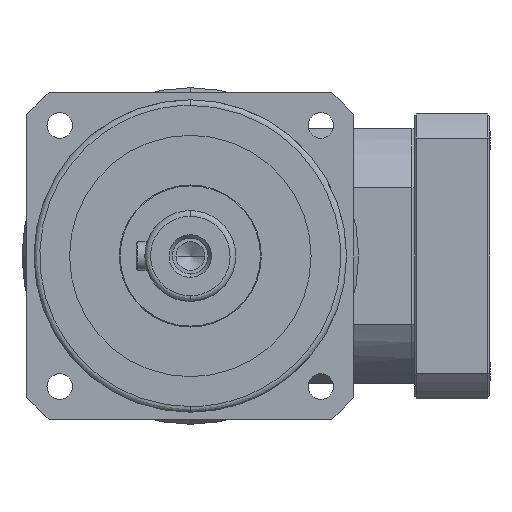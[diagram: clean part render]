
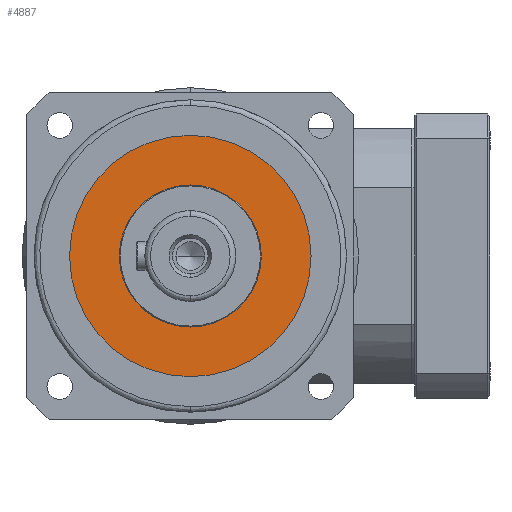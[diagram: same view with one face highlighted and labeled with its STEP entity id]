
A CAD part, left-side view. The second image highlights one B-rep face of the part: STEP entity #4887.
In plain terms, the highlighted face is planar.
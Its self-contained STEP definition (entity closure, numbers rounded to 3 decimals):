
#320 = ORIENTED_EDGE ( 'NONE', *, *, #3189, .T. ) ;
#595 = ORIENTED_EDGE ( 'NONE', *, *, #2663, .T. ) ;
#1063 = CARTESIAN_POINT ( 'NONE',  ( -53.01, 0., 0. ) ) ;
#2009 = FACE_BOUND ( 'NONE', #11028, .T. ) ;
#2270 = AXIS2_PLACEMENT_3D ( 'NONE', #14096, #14069, #13989 ) ;
#2663 = EDGE_CURVE ( 'NONE', #11372, #25911, #5701, .T. ) ;
#3189 = EDGE_CURVE ( 'NONE', #22078, #18179, #24919, .T. ) ;
#3339 = DIRECTION ( 'NONE',  ( 0., 0., 1. ) ) ;
#4887 = ADVANCED_FACE ( 'NONE', ( #25072, #2009 ), #27847, .T. ) ;
#5701 = CIRCLE ( 'NONE', #2270, 25. ) ;
#6736 = CIRCLE ( 'NONE', #16293, 25. ) ;
#7825 = CARTESIAN_POINT ( 'NONE',  ( -53.01, 0., 0. ) ) ;
#8244 = ORIENTED_EDGE ( 'NONE', *, *, #25496, .T. ) ;
#10013 = DIRECTION ( 'NONE',  ( 0., 0., 1. ) ) ;
#10114 = DIRECTION ( 'NONE',  ( 0., 0., 1. ) ) ;
#10527 = DIRECTION ( 'NONE',  ( 1., 0., 0. ) ) ;
#10659 = EDGE_LOOP ( 'NONE', ( #320, #8244 ) ) ;
#10712 = CARTESIAN_POINT ( 'NONE',  ( -53.01, 0., 0. ) ) ;
#11028 = EDGE_LOOP ( 'NONE', ( #595, #22604 ) ) ;
#11372 = VERTEX_POINT ( 'NONE', #13216 ) ;
#12867 = DIRECTION ( 'NONE',  ( 1., 0., 0. ) ) ;
#13216 = CARTESIAN_POINT ( 'NONE',  ( -53.01, 0., 25. ) ) ;
#13989 = DIRECTION ( 'NONE',  ( 0., 0., 1. ) ) ;
#14069 = DIRECTION ( 'NONE',  ( -1., 0., 0. ) ) ;
#14096 = CARTESIAN_POINT ( 'NONE',  ( -53.01, 0., 0. ) ) ;
#16293 = AXIS2_PLACEMENT_3D ( 'NONE', #7825, #23063, #10013 ) ;
#16398 = DIRECTION ( 'NONE',  ( 1., 0., 0. ) ) ;
#16445 = AXIS2_PLACEMENT_3D ( 'NONE', #1063, #16398, #3339 ) ;
#18063 = AXIS2_PLACEMENT_3D ( 'NONE', #10712, #10527, #10114 ) ;
#18179 = VERTEX_POINT ( 'NONE', #19394 ) ;
#19008 = CIRCLE ( 'NONE', #16445, 42.5 ) ;
#19394 = CARTESIAN_POINT ( 'NONE',  ( -53.01, 0., -42.5 ) ) ;
#19977 = CARTESIAN_POINT ( 'NONE',  ( -53.01, 0., 42.5 ) ) ;
#19982 = CARTESIAN_POINT ( 'NONE',  ( -53.01, 0., -25. ) ) ;
#22078 = VERTEX_POINT ( 'NONE', #19977 ) ;
#22604 = ORIENTED_EDGE ( 'NONE', *, *, #25557, .T. ) ;
#23063 = DIRECTION ( 'NONE',  ( -1., 0., 0. ) ) ;
#24919 = CIRCLE ( 'NONE', #18063, 42.5 ) ;
#25072 = FACE_OUTER_BOUND ( 'NONE', #10659, .T. ) ;
#25496 = EDGE_CURVE ( 'NONE', #18179, #22078, #19008, .T. ) ;
#25557 = EDGE_CURVE ( 'NONE', #25911, #11372, #6736, .T. ) ;
#25776 = CARTESIAN_POINT ( 'NONE',  ( -53.01, 0., 0. ) ) ;
#25911 = VERTEX_POINT ( 'NONE', #19982 ) ;
#27404 = AXIS2_PLACEMENT_3D ( 'NONE', #25776, #12867, #27942 ) ;
#27847 = PLANE ( 'NONE',  #27404 ) ;
#27942 = DIRECTION ( 'NONE',  ( 0., 0., -1. ) ) ;
